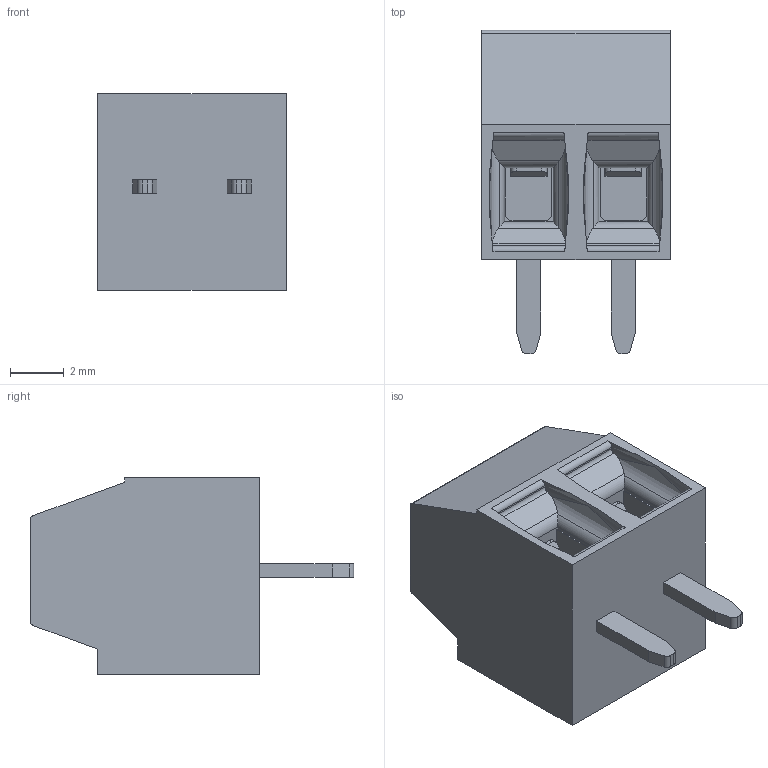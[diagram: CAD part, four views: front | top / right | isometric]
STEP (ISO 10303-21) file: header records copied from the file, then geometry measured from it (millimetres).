
FILE_DESCRIPTION((''),'2;1');
FILE_NAME('C-1546551-2','2009-10-09T',('workeradm'),(''),'PRO/ENGINEER BY PARAMETRIC TECHNOLOGY CORPORATION, 2008380','PRO/ENGINEER BY PARAMETRIC TECHNOLOGY CORPORATION, 2008380','');
FILE_SCHEMA(('AUTOMOTIVE_DESIGN { 1 0 10303 214 1 1 1 1 }'));
Length unit declared in the file: millimetre
Products named in the file (1): C-1546551-2
Bounding box: 7 x 12 x 7.3 mm (x, y, z)
Volume: 321.8 mm3; surface area: 508.7 mm2
Topology: 1 solids, 1 shells, 140 faces, 386 edges, 256 vertices
Faces by surface type: plane 94, cylinder 42, torus 4
Entity records: 5982 total; most frequent: CARTESIAN_POINT 1288, ORIENTED_EDGE 772, DIRECTION 646, PRESENTATION_STYLE_ASSIGNMENT 387, STYLED_ITEM 387, CURVE_STYLE 386, EDGE_CURVE 386, VECTOR 270
